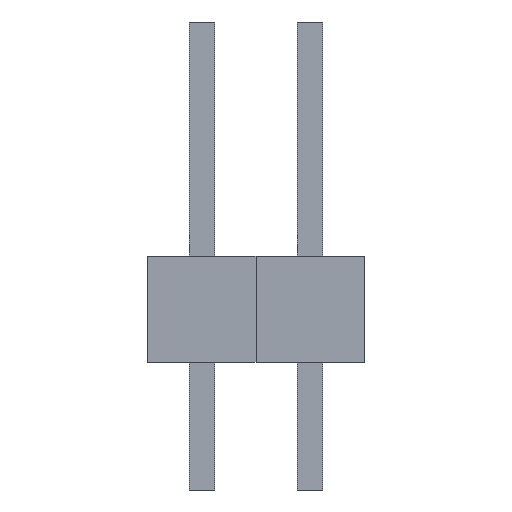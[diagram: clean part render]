
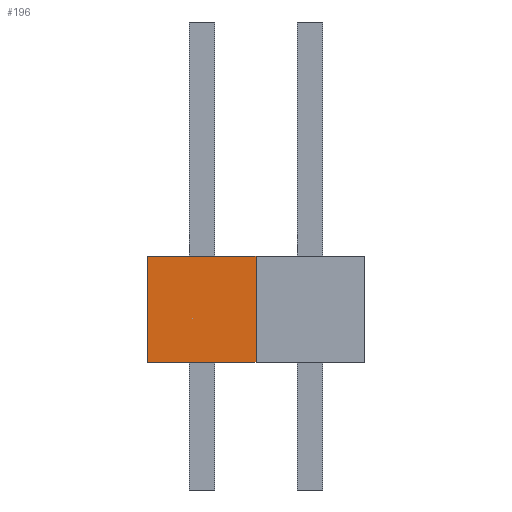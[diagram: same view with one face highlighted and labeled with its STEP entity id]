
A CAD part, front view. The second image highlights one B-rep face of the part: STEP entity #196.
In plain terms, the highlighted planar face has unit normal (0, -1, 0).
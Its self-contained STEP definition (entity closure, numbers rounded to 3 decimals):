
#13=DIRECTION('',(0.,0.,1.));
#14=DIRECTION('',(1.,0.,0.));
#147=EDGE_CURVE('',#148,#150,#152,.T.);
#148=VERTEX_POINT('',#149);
#149=CARTESIAN_POINT('',(-1.27,-1.271,0.));
#150=VERTEX_POINT('',#151);
#151=CARTESIAN_POINT('',(-1.27,-1.271,2.5));
#152=LINE('',#149,#153);
#153=VECTOR('',#13,1.);
#160=DIRECTION('',(0.,1.,0.));
#174=ORIENTED_EDGE('',*,*,#175,.F.);
#175=EDGE_CURVE('',#176,#178,#180,.T.);
#176=VERTEX_POINT('',#177);
#177=CARTESIAN_POINT('',(1.27,-1.271,0.));
#178=VERTEX_POINT('',#179);
#179=CARTESIAN_POINT('',(1.27,-1.271,2.5));
#180=LINE('',#177,#153);
#196=ADVANCED_FACE('',(#197),#207,.F.);
#197=FACE_BOUND('',#198,.F.);
#198=EDGE_LOOP('',(#199,#203,#204,#174));
#199=ORIENTED_EDGE('',*,*,#200,.F.);
#200=EDGE_CURVE('',#148,#176,#201,.T.);
#201=LINE('',#149,#202);
#202=VECTOR('',#14,1.);
#203=ORIENTED_EDGE('',*,*,#147,.T.);
#204=ORIENTED_EDGE('',*,*,#205,.T.);
#205=EDGE_CURVE('',#150,#178,#206,.T.);
#206=LINE('',#151,#202);
#207=PLANE('',#208);
#208=AXIS2_PLACEMENT_3D('',#149,#160,#13);
